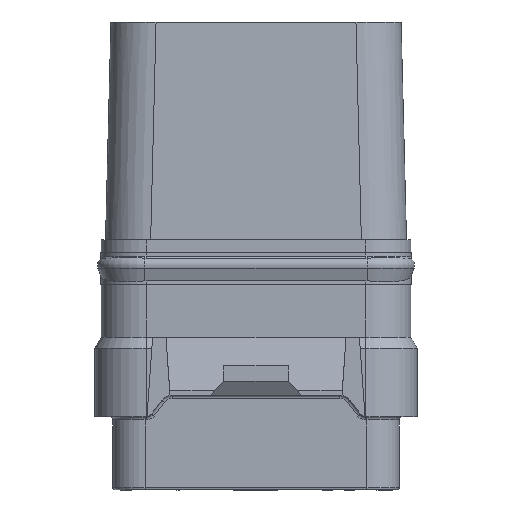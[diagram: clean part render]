
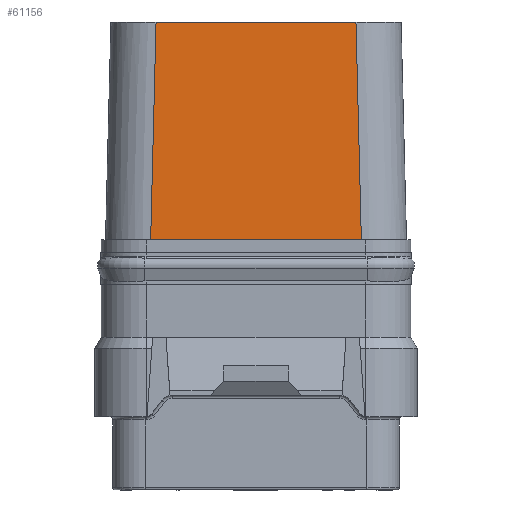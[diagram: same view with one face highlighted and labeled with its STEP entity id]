
A CAD part, front view. The second image highlights one B-rep face of the part: STEP entity #61156.
In plain terms, the highlighted planar face has unit normal (0, -1, 0.025).
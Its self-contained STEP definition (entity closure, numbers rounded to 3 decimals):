
#32=DIRECTION('',(1.,0.,0.));
#33=VECTOR('',#32,9.3);
#34=CARTESIAN_POINT('',(-4.65,-5.75,10.12));
#35=LINE('',#34,#33);
#1611=DIRECTION('',(1.,0.,0.));
#1612=VECTOR('',#1611,9.8);
#1613=CARTESIAN_POINT('',(-4.9,-6.,0.));
#1614=LINE('',#1613,#1612);
#21628=DIRECTION('',(-0.025,0.025,0.999));
#21629=VECTOR('',#21628,10.126);
#21630=CARTESIAN_POINT('',(4.9,-6.,0.));
#21631=LINE('',#21630,#21629);
#21632=DIRECTION('',(0.025,0.025,0.999));
#21633=VECTOR('',#21632,10.126);
#21634=CARTESIAN_POINT('',(-4.9,-6.,0.));
#21635=LINE('',#21634,#21633);
#25660=CARTESIAN_POINT('',(-4.65,-5.75,10.12));
#25661=VERTEX_POINT('',#25660);
#25662=CARTESIAN_POINT('',(4.65,-5.75,10.12));
#25663=VERTEX_POINT('',#25662);
#25676=CARTESIAN_POINT('',(-4.9,-6.,0.));
#25677=VERTEX_POINT('',#25676);
#25678=CARTESIAN_POINT('',(4.9,-6.,0.));
#25679=VERTEX_POINT('',#25678);
#61144=CARTESIAN_POINT('',(0.,-5.875,5.06));
#61145=DIRECTION('',(0.,-1.,0.025));
#61146=DIRECTION('',(1.,0.,0.));
#61147=AXIS2_PLACEMENT_3D('',#61144,#61145,#61146);
#61148=PLANE('',#61147);
#61149=ORIENTED_EDGE('',*,*,#33386,.F.);
#61151=ORIENTED_EDGE('',*,*,#61150,.T.);
#61152=ORIENTED_EDGE('',*,*,#32527,.T.);
#61153=ORIENTED_EDGE('',*,*,#61137,.F.);
#61154=EDGE_LOOP('',(#61149,#61151,#61152,#61153));
#61155=FACE_OUTER_BOUND('',#61154,.F.);
#61156=ADVANCED_FACE('',(#61155),#61148,.T.);
#32527=EDGE_CURVE('',#25661,#25663,#35,.T.);
#33386=EDGE_CURVE('',#25677,#25679,#1614,.T.);
#61137=EDGE_CURVE('',#25679,#25663,#21631,.T.);
#61150=EDGE_CURVE('',#25677,#25661,#21635,.T.);
